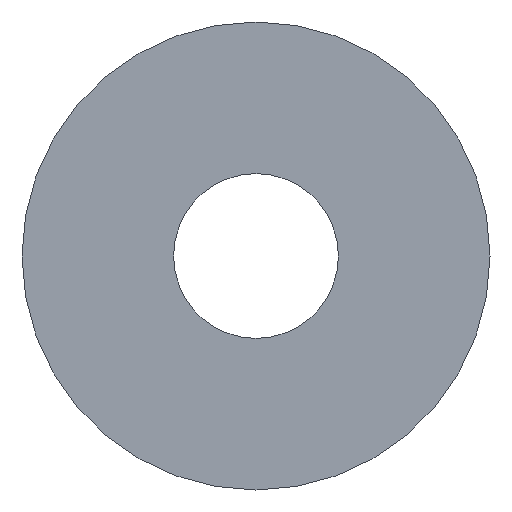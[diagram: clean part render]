
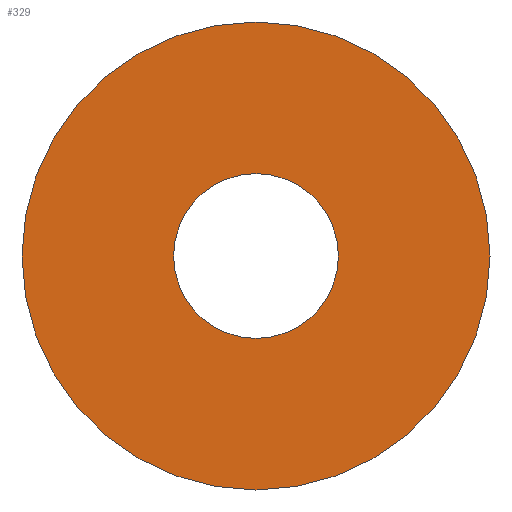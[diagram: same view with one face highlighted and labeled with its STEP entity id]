
A CAD part, left-side view. The second image highlights one B-rep face of the part: STEP entity #329.
In plain terms, the highlighted planar face has unit normal (-1, 0, 0).
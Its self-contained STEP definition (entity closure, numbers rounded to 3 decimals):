
#30 = DIRECTION ( 'NONE',  ( 0., 0., 1. ) ) ;
#53 = CARTESIAN_POINT ( 'NONE',  ( 0., 0., -2.5 ) ) ;
#64 = CARTESIAN_POINT ( 'NONE',  ( 0., 0., 0. ) ) ;
#78 = EDGE_LOOP ( 'NONE', ( #181 ) ) ;
#79 = AXIS2_PLACEMENT_3D ( 'NONE', #162, #166, #30 ) ;
#91 = CARTESIAN_POINT ( 'NONE',  ( 0., 0., 7.1 ) ) ;
#104 = VERTEX_POINT ( 'NONE', #53 ) ;
#109 = DIRECTION ( 'NONE',  ( 0., 0., 1. ) ) ;
#145 = FACE_OUTER_BOUND ( 'NONE', #78, .T. ) ;
#162 = CARTESIAN_POINT ( 'NONE',  ( 0., -5., -2.887 ) ) ;
#166 = DIRECTION ( 'NONE',  ( -1., 0., 0. ) ) ;
#178 = DIRECTION ( 'NONE',  ( 0., 0., -1. ) ) ;
#181 = ORIENTED_EDGE ( 'NONE', *, *, #476, .T. ) ;
#206 = EDGE_CURVE ( 'NONE', #104, #104, #387, .T. ) ;
#261 = AXIS2_PLACEMENT_3D ( 'NONE', #351, #396, #178 ) ;
#266 = VERTEX_POINT ( 'NONE', #91 ) ;
#313 = ORIENTED_EDGE ( 'NONE', *, *, #206, .T. ) ;
#329 = ADVANCED_FACE ( 'NONE', ( #464, #145 ), #548, .T. ) ;
#351 = CARTESIAN_POINT ( 'NONE',  ( 0., 0., 0. ) ) ;
#371 = DIRECTION ( 'NONE',  ( -1., 0., 0. ) ) ;
#387 = CIRCLE ( 'NONE', #261, 2.5 ) ;
#396 = DIRECTION ( 'NONE',  ( 1., 0., 0. ) ) ;
#404 = AXIS2_PLACEMENT_3D ( 'NONE', #64, #371, #109 ) ;
#464 = FACE_BOUND ( 'NONE', #524, .T. ) ;
#476 = EDGE_CURVE ( 'NONE', #266, #266, #518, .T. ) ;
#518 = CIRCLE ( 'NONE', #404, 7.1 ) ;
#524 = EDGE_LOOP ( 'NONE', ( #313 ) ) ;
#548 = PLANE ( 'NONE',  #79 ) ;
